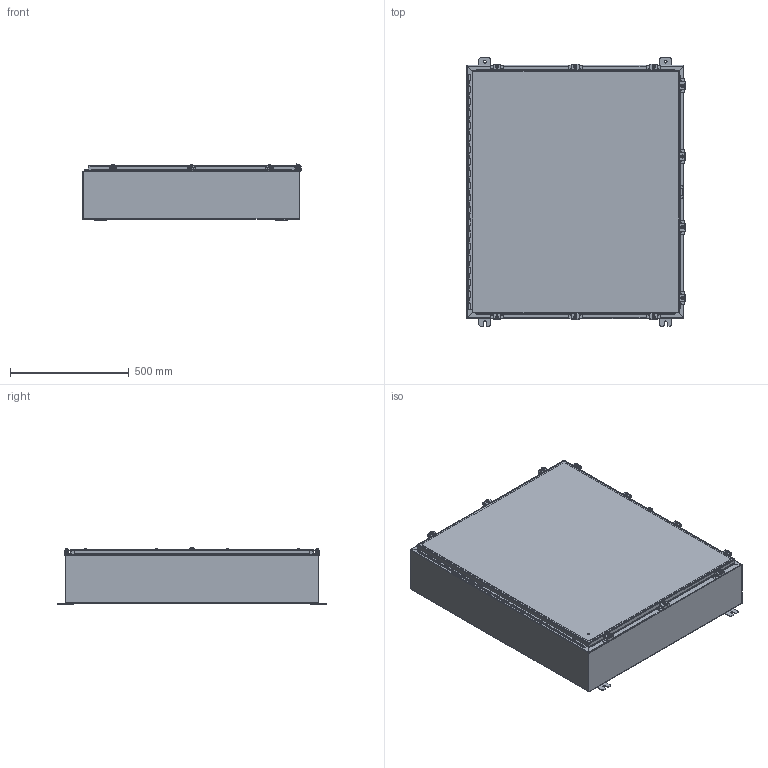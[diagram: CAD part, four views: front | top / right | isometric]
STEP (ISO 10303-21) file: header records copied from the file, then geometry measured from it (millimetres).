
FILE_DESCRIPTION (( 'STEP AP214' ), '1' );
FILE_NAME ('SSN4423608A.STEP', '2016-02-10T14:10:03', ( '' ), ( '' ), 'SwSTEP 2.0', 'SolidWorks 2014', '' );
FILE_SCHEMA (( 'AUTOMOTIVE_DESIGN' ));
Length unit declared in the file: inch
Products named in the file (19): 30824-2; 30824-1; 38859; 32874-42; 32874-42P; 32874-42L; 32874-42T; SSN44236ALID; 38846; 40x34; 32912; SSN4423608ABKP; 38412; 34871; SSN4423608A; 30818; 30824; 30824-4; 30824-3
Assembly tree (46 placements, depth 3):
  SSN4423608A
    34871  x4
    38412
    SSN4423608ABKP
    32912
    40x34
    38846
    SSN44236ALID
    32874-42
      32874-42T
      32874-42L
      32874-42P
    38859  x8
    30824  x10
      30824-1
      30824-2
      30824-3
      30824-4
    30818  x10
Bounding box: 919.88 x 1130.3 x 237.62 mm (x, y, z)
Volume: 6070171.9 mm3; surface area: 6313191.2 mm2
Topology: 71 solids, 71 shells, 2822 faces, 7353 edges, 4738 vertices
Faces by surface type: cylinder 1232, plane 1089, bspline 265, torus 116, cone 60, sphere 60
Entity records: 47173 total; most frequent: CARTESIAN_POINT 11517, DIRECTION 5414, ORIENTED_EDGE 5412, EDGE_CURVE 2706, AXIS2_PLACEMENT_3D 1870, VERTEX_POINT 1736, LINE 1674, VECTOR 1674
